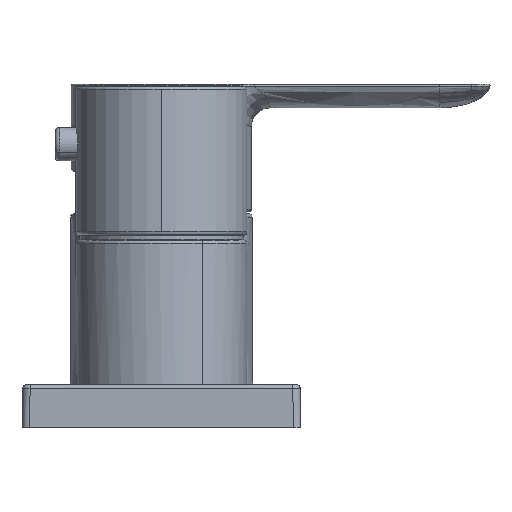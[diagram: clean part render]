
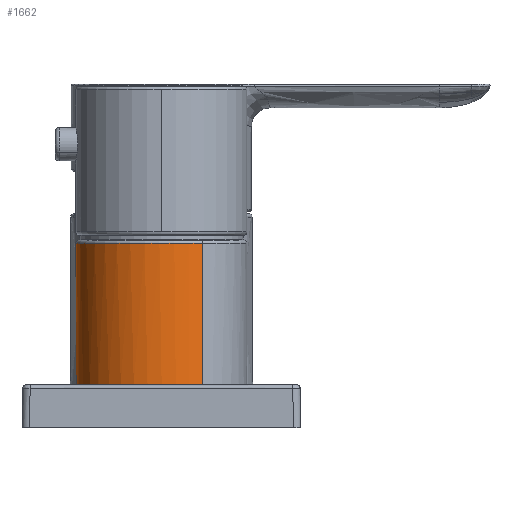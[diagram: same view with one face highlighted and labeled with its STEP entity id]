
A CAD part, left-side view. The second image highlights one B-rep face of the part: STEP entity #1662.
In plain terms, the highlighted cylindrical face has radius 23 mm (diameter 46 mm), a partial arc.
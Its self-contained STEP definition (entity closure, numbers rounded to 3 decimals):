
#42 = CARTESIAN_POINT ( 'NONE',  ( -100., 0., 26. ) ) ;
#70 = DIRECTION ( 'NONE',  ( -0.878, -0.479, 0. ) ) ;
#194 = DIRECTION ( 'NONE',  ( 0., 0., 1. ) ) ;
#410 = VECTOR ( 'NONE', #722, 1000. ) ;
#432 = LINE ( 'NONE', #4493, #410 ) ;
#722 = DIRECTION ( 'NONE',  ( 0., 0., 1. ) ) ;
#809 = CIRCLE ( 'NONE', #3567, 23. ) ;
#1305 = EDGE_CURVE ( 'NONE', #6328, #3012, #3984, .T. ) ;
#1403 = EDGE_CURVE ( 'NONE', #2020, #6328, #2040, .T. ) ;
#1662 = ADVANCED_FACE ( 'NONE', ( #3508 ), #3403, .T. ) ;
#2020 = VERTEX_POINT ( 'NONE', #4431 ) ;
#2040 = B_SPLINE_CURVE_WITH_KNOTS ( 'NONE', 3,
 ( #2808, #2860, #2819, #2790, #2784, #2782, #2774, #2766, #2765, #2757, #2749, #2739, #2732, #2728, #2721, #2712, #2711, #2703, #2690, #2671, #2669, #2650, #2649, #2642, #2639, #2622, #2615, #2613, #2593, #2592, #2584, #2578, #2568, #2561, #2547, #2530, #2506, #2480, #2462, #2454, #2428, #2426, #2419, #2410, #2400, #2399, #2394, #2391, #6976, #6994, #5390, #2371, #2361, #2359, #2332, #2329, #2302 ),
 .UNSPECIFIED., .F., .F.,
 ( 4, 2, 2, 2, 2, 2, 2, 2, 2, 2, 1, 2, 2, 2, 2, 2, 2, 2, 2, 2, 2, 2, 2, 2, 2, 2, 2, 2, 4 ),
 ( 0., 0.004, 0.007, 0.009, 0.013, 0.016, 0.018, 0.022, 0.024, 0.025, 0.027, 0.029, 0.03, 0.031, 0.036, 0.038, 0.039, 0.04, 0.045, 0.047, 0.049, 0.054, 0.056, 0.058, 0.061, 0.063, 0.067, 0.07, 0.072 ),
 .UNSPECIFIED. ) ;
#2302 = CARTESIAN_POINT ( 'NONE',  ( -79.816, 11.027, 11.923 ) ) ;
#2329 = CARTESIAN_POINT ( 'NONE',  ( -80.175, 11.685, 11.918 ) ) ;
#2332 = CARTESIAN_POINT ( 'NONE',  ( -80.569, 12.329, 11.913 ) ) ;
#2359 = CARTESIAN_POINT ( 'NONE',  ( -81.424, 13.583, 11.903 ) ) ;
#2361 = CARTESIAN_POINT ( 'NONE',  ( -81.88, 14.186, 11.897 ) ) ;
#2362 = DIRECTION ( 'NONE',  ( -1., 0., 0. ) ) ;
#2369 = DIRECTION ( 'NONE',  ( 0., 0., 1. ) ) ;
#2371 = CARTESIAN_POINT ( 'NONE',  ( -83.327, 15.914, 11.881 ) ) ;
#2391 = CARTESIAN_POINT ( 'NONE',  ( -88.038, 19.659, 11.835 ) ) ;
#2394 = CARTESIAN_POINT ( 'NONE',  ( -88.686, 20.039, 11.83 ) ) ;
#2396 = CARTESIAN_POINT ( 'NONE',  ( -100., 0., 49.7 ) ) ;
#2399 = CARTESIAN_POINT ( 'NONE',  ( -90.014, 20.732, 11.819 ) ) ;
#2400 = CARTESIAN_POINT ( 'NONE',  ( -90.694, 21.047, 11.815 ) ) ;
#2410 = CARTESIAN_POINT ( 'NONE',  ( -92.087, 21.609, 11.805 ) ) ;
#2419 = CARTESIAN_POINT ( 'NONE',  ( -92.801, 21.858, 11.801 ) ) ;
#2426 = CARTESIAN_POINT ( 'NONE',  ( -94.987, 22.498, 11.788 ) ) ;
#2428 = CARTESIAN_POINT ( 'NONE',  ( -96.462, 22.776, 11.781 ) ) ;
#2454 = CARTESIAN_POINT ( 'NONE',  ( -98.701, 22.976, 11.772 ) ) ;
#2462 = CARTESIAN_POINT ( 'NONE',  ( -99.452, 23.006, 11.77 ) ) ;
#2480 = CARTESIAN_POINT ( 'NONE',  ( -100.963, 22.992, 11.765 ) ) ;
#2506 = CARTESIAN_POINT ( 'NONE',  ( -101.724, 22.948, 11.763 ) ) ;
#2530 = CARTESIAN_POINT ( 'NONE',  ( -103.972, 22.705, 11.757 ) ) ;
#2547 = CARTESIAN_POINT ( 'NONE',  ( -105.438, 22.398, 11.754 ) ) ;
#2561 = CARTESIAN_POINT ( 'NONE',  ( -107.232, 21.837, 11.751 ) ) ;
#2568 = CARTESIAN_POINT ( 'NONE',  ( -107.589, 21.715, 11.751 ) ) ;
#2578 = CARTESIAN_POINT ( 'NONE',  ( -108.299, 21.454, 11.749 ) ) ;
#2584 = CARTESIAN_POINT ( 'NONE',  ( -108.652, 21.314, 11.749 ) ) ;
#2592 = CARTESIAN_POINT ( 'NONE',  ( -109.698, 20.869, 11.748 ) ) ;
#2593 = CARTESIAN_POINT ( 'NONE',  ( -110.376, 20.54, 11.747 ) ) ;
#2613 = CARTESIAN_POINT ( 'NONE',  ( -112.35, 19.461, 11.744 ) ) ;
#2615 = CARTESIAN_POINT ( 'NONE',  ( -113.59, 18.617, 11.742 ) ) ;
#2622 = CARTESIAN_POINT ( 'NONE',  ( -115.042, 17.404, 11.74 ) ) ;
#2639 = CARTESIAN_POINT ( 'NONE',  ( -115.328, 17.153, 11.74 ) ) ;
#2642 = CARTESIAN_POINT ( 'NONE',  ( -115.884, 16.639, 11.739 ) ) ;
#2649 = CARTESIAN_POINT ( 'NONE',  ( -116.154, 16.376, 11.739 ) ) ;
#2650 = CARTESIAN_POINT ( 'NONE',  ( -116.945, 15.571, 11.737 ) ) ;
#2669 = CARTESIAN_POINT ( 'NONE',  ( -117.941, 14.45, 11.735 ) ) ;
#2671 = CARTESIAN_POINT ( 'NONE',  ( -118.824, 13.237, 11.734 ) ) ;
#2690 = CARTESIAN_POINT ( 'NONE',  ( -119.443, 12.293, 11.732 ) ) ;
#2703 = CARTESIAN_POINT ( 'NONE',  ( -119.642, 11.972, 11.732 ) ) ;
#2711 = CARTESIAN_POINT ( 'NONE',  ( -120.026, 11.319, 11.731 ) ) ;
#2712 = CARTESIAN_POINT ( 'NONE',  ( -120.21, 10.986, 11.73 ) ) ;
#2721 = CARTESIAN_POINT ( 'NONE',  ( -121.086, 9.31, 11.728 ) ) ;
#2728 = CARTESIAN_POINT ( 'NONE',  ( -121.646, 7.919, 11.726 ) ) ;
#2732 = CARTESIAN_POINT ( 'NONE',  ( -122.28, 5.76, 11.724 ) ) ;
#2739 = CARTESIAN_POINT ( 'NONE',  ( -122.457, 5.027, 11.724 ) ) ;
#2749 = CARTESIAN_POINT ( 'NONE',  ( -122.739, 3.537, 11.723 ) ) ;
#2757 = CARTESIAN_POINT ( 'NONE',  ( -122.843, 2.786, 11.722 ) ) ;
#2765 = CARTESIAN_POINT ( 'NONE',  ( -123.043, 0.54, 11.722 ) ) ;
#2766 = CARTESIAN_POINT ( 'NONE',  ( -123.029, -0.958, 11.722 ) ) ;
#2774 = CARTESIAN_POINT ( 'NONE',  ( -122.788, -3.207, 11.722 ) ) ;
#2782 = CARTESIAN_POINT ( 'NONE',  ( -122.669, -3.96, 11.723 ) ) ;
#2784 = CARTESIAN_POINT ( 'NONE',  ( -122.361, -5.438, 11.724 ) ) ;
#2790 = CARTESIAN_POINT ( 'NONE',  ( -122.171, -6.165, 11.725 ) ) ;
#2808 = CARTESIAN_POINT ( 'NONE',  ( -120.184, -11.027, 11.73 ) ) ;
#2819 = CARTESIAN_POINT ( 'NONE',  ( -121.498, -8.31, 11.727 ) ) ;
#2860 = CARTESIAN_POINT ( 'NONE',  ( -120.913, -9.693, 11.728 ) ) ;
#3004 = VERTEX_POINT ( 'NONE', #6735 ) ;
#3012 = VERTEX_POINT ( 'NONE', #6474 ) ;
#3096 = CARTESIAN_POINT ( 'NONE',  ( -79.816, 11.027, 11.923 ) ) ;
#3403 = CYLINDRICAL_SURFACE ( 'NONE', #4244, 23. ) ;
#3508 = FACE_OUTER_BOUND ( 'NONE', #3632, .T. ) ;
#3567 = AXIS2_PLACEMENT_3D ( 'NONE', #2396, #2369, #2362 ) ;
#3632 = EDGE_LOOP ( 'NONE', ( #6987, #7011, #7160, #7213 ) ) ;
#3984 = LINE ( 'NONE', #4363, #4027 ) ;
#4027 = VECTOR ( 'NONE', #4342, 1000. ) ;
#4244 = AXIS2_PLACEMENT_3D ( 'NONE', #42, #194, #70 ) ;
#4342 = DIRECTION ( 'NONE',  ( 0., 0., 1. ) ) ;
#4363 = CARTESIAN_POINT ( 'NONE',  ( -79.816, 11.027, 26. ) ) ;
#4431 = CARTESIAN_POINT ( 'NONE',  ( -120.184, -11.027, 11.73 ) ) ;
#4493 = CARTESIAN_POINT ( 'NONE',  ( -120.184, -11.027, 26. ) ) ;
#5390 = CARTESIAN_POINT ( 'NONE',  ( -84.396, 16.964, 11.869 ) ) ;
#5788 = EDGE_CURVE ( 'NONE', #3012, #3004, #809, .T. ) ;
#6328 = VERTEX_POINT ( 'NONE', #3096 ) ;
#6474 = CARTESIAN_POINT ( 'NONE',  ( -79.816, 11.027, 49.7 ) ) ;
#6735 = CARTESIAN_POINT ( 'NONE',  ( -120.184, -11.027, 49.7 ) ) ;
#6976 = CARTESIAN_POINT ( 'NONE',  ( -86.775, 18.833, 11.846 ) ) ;
#6987 = ORIENTED_EDGE ( 'NONE', *, *, #1305, .F. ) ;
#6994 = CARTESIAN_POINT ( 'NONE',  ( -86.158, 18.384, 11.852 ) ) ;
#7011 = ORIENTED_EDGE ( 'NONE', *, *, #1403, .F. ) ;
#7160 = ORIENTED_EDGE ( 'NONE', *, *, #7420, .T. ) ;
#7213 = ORIENTED_EDGE ( 'NONE', *, *, #5788, .F. ) ;
#7420 = EDGE_CURVE ( 'NONE', #2020, #3004, #432, .T. ) ;
